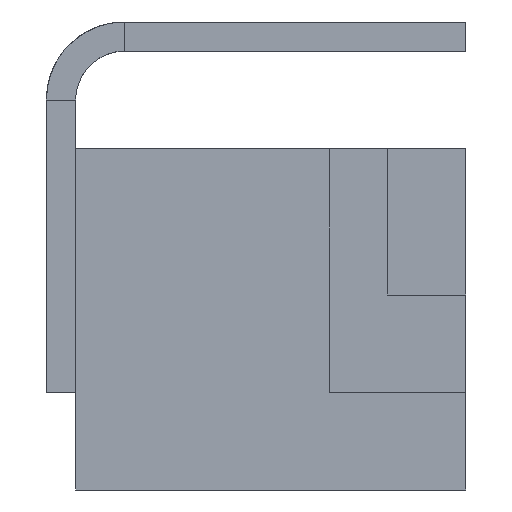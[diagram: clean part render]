
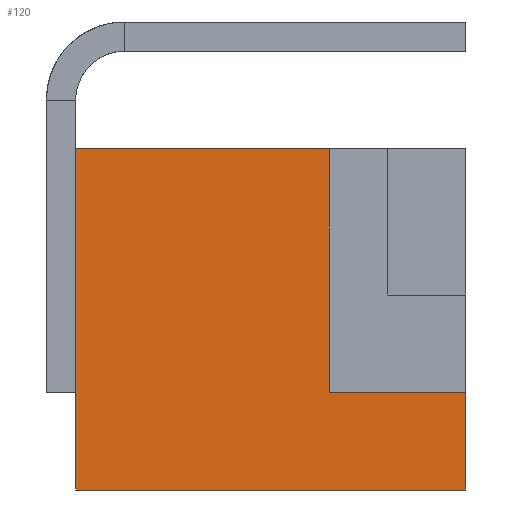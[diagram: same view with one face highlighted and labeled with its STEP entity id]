
A CAD part, front view. The second image highlights one B-rep face of the part: STEP entity #120.
In plain terms, the highlighted planar face has unit normal (0, -1, 0).
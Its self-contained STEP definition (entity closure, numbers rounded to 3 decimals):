
#120=ADVANCED_FACE('',(#3344),#3346,.F.);
#3344=FACE_BOUND('',#3345,.T.);
#3345=EDGE_LOOP('',(#8545,#8546,#8547,#8548,#8549,#8550));
#3346=PLANE('',#3347);
#3347=AXIS2_PLACEMENT_3D('',#3348,#3349,#3350);
#3348=CARTESIAN_POINT('',(-2.,-5.,3.5));
#3349=DIRECTION('',(0.,1.,0.));
#3350=DIRECTION('',(0.,-0.,1.));
#8545=ORIENTED_EDGE('',*,*,#10477,.F.);
#8546=ORIENTED_EDGE('',*,*,#10443,.F.);
#8547=ORIENTED_EDGE('',*,*,#10465,.T.);
#8548=ORIENTED_EDGE('',*,*,#10478,.T.);
#8549=ORIENTED_EDGE('',*,*,#10479,.F.);
#8550=ORIENTED_EDGE('',*,*,#10480,.F.);
#10443=EDGE_CURVE('',#11428,#11430,#11431,.T.);
#10465=EDGE_CURVE('',#11428,#11466,#11468,.T.);
#10477=EDGE_CURVE('',#11430,#11491,#11492,.T.);
#10478=EDGE_CURVE('',#11466,#11493,#11494,.T.);
#10479=EDGE_CURVE('',#11495,#11493,#11496,.T.);
#10480=EDGE_CURVE('',#11491,#11495,#11497,.T.);
#11428=VERTEX_POINT('',#13065);
#11430=VERTEX_POINT('',#13069);
#11431=LINE('',#13070,#13071);
#11466=VERTEX_POINT('',#13147);
#11468=LINE('',#13151,#13152);
#11491=VERTEX_POINT('',#13198);
#11492=LINE('',#13199,#13200);
#11493=VERTEX_POINT('',#13202);
#11494=LINE('',#13203,#13204);
#11495=VERTEX_POINT('',#13206);
#11496=LINE('',#13207,#13208);
#11497=LINE('',#13210,#13211);
#13065=CARTESIAN_POINT('',(-2.,-5.,3.5));
#13069=CARTESIAN_POINT('',(0.6,-5.,3.5));
#13070=CARTESIAN_POINT('',(-2.,-5.,3.5));
#13071=VECTOR('',#13072,1.);
#13072=DIRECTION('',(1.,0.,0.));
#13147=CARTESIAN_POINT('',(-2.,-5.,0.));
#13151=CARTESIAN_POINT('',(-2.,-5.,3.5));
#13152=VECTOR('',#13153,1.);
#13153=DIRECTION('',(0.,0.,-1.));
#13198=CARTESIAN_POINT('',(0.6,-5.,1.));
#13199=CARTESIAN_POINT('',(0.6,-5.,3.5));
#13200=VECTOR('',#13201,1.);
#13201=DIRECTION('',(0.,0.,-1.));
#13202=CARTESIAN_POINT('',(2.,-5.,0.));
#13203=CARTESIAN_POINT('',(-2.,-5.,0.));
#13204=VECTOR('',#13205,1.);
#13205=DIRECTION('',(1.,0.,0.));
#13206=CARTESIAN_POINT('',(2.,-5.,1.));
#13207=CARTESIAN_POINT('',(2.,-5.,1.));
#13208=VECTOR('',#13209,1.);
#13209=DIRECTION('',(0.,0.,-1.));
#13210=CARTESIAN_POINT('',(0.6,-5.,1.));
#13211=VECTOR('',#13212,1.);
#13212=DIRECTION('',(1.,0.,0.));
